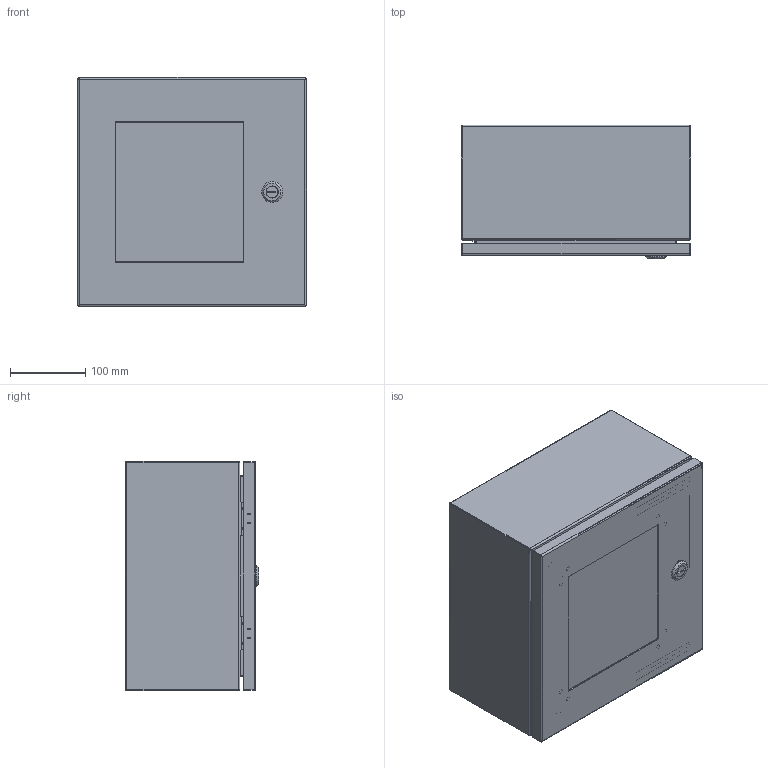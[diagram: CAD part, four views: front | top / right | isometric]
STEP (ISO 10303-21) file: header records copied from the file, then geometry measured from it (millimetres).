
FILE_DESCRIPTION (( 'STEP AP203' ), '1' );
FILE_NAME ('EN4SD12126WSS_Default.step', '2019-11-14T20:39:59', ( '' ), ( '' ), 'SwSTEP 2.0', 'SolidWorks 2019', '' );
FILE_SCHEMA (( 'CONFIG_CONTROL_DESIGN' ));
Length unit declared in the file: inch
Products named in the file (1): EN4SD12126WSS_Default
Bounding box: 304.8 x 177.34 x 304.8 mm (x, y, z)
Volume: 939837 mm3; surface area: 1014887.8 mm2
Topology: 47 solids, 48 shells, 1015 faces, 2238 edges, 1348 vertices
Faces by surface type: plane 510, cylinder 307, bspline 92, cone 78, torus 28
Entity records: 31181 total; most frequent: CARTESIAN_POINT 9147, DIRECTION 4582, ORIENTED_EDGE 4452, EDGE_CURVE 2226, AXIS2_PLACEMENT_3D 1696, VERTEX_POINT 1348, VECTOR 1190, LINE 1190
